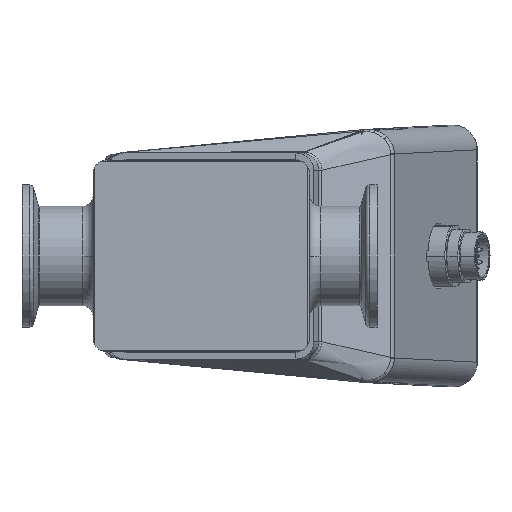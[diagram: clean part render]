
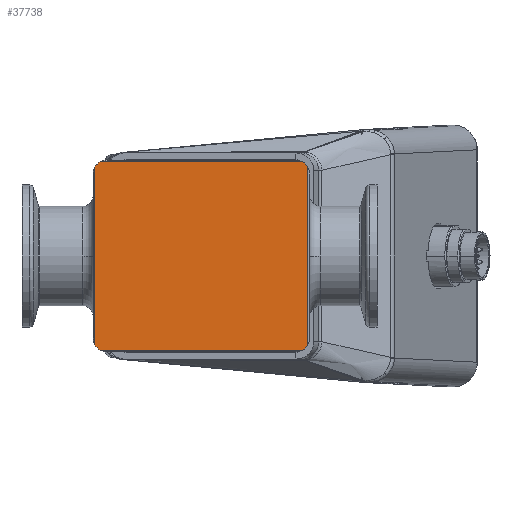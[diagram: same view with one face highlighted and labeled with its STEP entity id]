
A CAD part, front view. The second image highlights one B-rep face of the part: STEP entity #37738.
In plain terms, the highlighted planar face has unit normal (0, -1, 0).
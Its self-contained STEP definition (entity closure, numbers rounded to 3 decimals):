
#1938 = LINE ( 'NONE', #85383, #58903 ) ;
#3533 = ORIENTED_EDGE ( 'NONE', *, *, #12550, .T. ) ;
#4477 = VERTEX_POINT ( 'NONE', #73110 ) ;
#5289 = CARTESIAN_POINT ( 'NONE',  ( 31., -20., -26.5 ) ) ;
#6200 = ORIENTED_EDGE ( 'NONE', *, *, #6611, .T. ) ;
#6611 = EDGE_CURVE ( 'NONE', #42491, #4477, #1938, .T. ) ;
#6748 = CARTESIAN_POINT ( 'NONE',  ( 30.5, -20., -24.936 ) ) ;
#9616 = DIRECTION ( 'NONE',  ( -1., 0., 0. ) ) ;
#10468 = PLANE ( 'NONE',  #79197 ) ;
#10687 = CARTESIAN_POINT ( 'NONE',  ( 28.936, -20., 26.5 ) ) ;
#11010 = DIRECTION ( 'NONE',  ( 0., -1., 0. ) ) ;
#12550 = EDGE_CURVE ( 'NONE', #54922, #42491, #23477, .T. ) ;
#13027 = LINE ( 'NONE', #5289, #26858 ) ;
#13288 = DIRECTION ( 'NONE',  ( -1., 0., 0. ) ) ;
#14684 = EDGE_LOOP ( 'NONE', ( #52049, #63154, #55124, #3533, #6200, #57148, #51444, #35394 ) ) ;
#17164 = CIRCLE ( 'NONE', #36462, 4. ) ;
#20852 = DIRECTION ( 'NONE',  ( 0., -1., 0. ) ) ;
#22094 = DIRECTION ( 'NONE',  ( -1., 0., 0. ) ) ;
#22370 = CARTESIAN_POINT ( 'NONE',  ( -29.5, -20., -24.936 ) ) ;
#22993 = VERTEX_POINT ( 'NONE', #79210 ) ;
#23477 = CIRCLE ( 'NONE', #78587, 4. ) ;
#23520 = CARTESIAN_POINT ( 'NONE',  ( -26., -20., 23. ) ) ;
#24141 = CARTESIAN_POINT ( 'NONE',  ( 27., -20., 23. ) ) ;
#24859 = DIRECTION ( 'NONE',  ( 0., -1., 0. ) ) ;
#26858 = VECTOR ( 'NONE', #39346, 1000. ) ;
#26954 = EDGE_CURVE ( 'NONE', #55765, #54922, #83207, .T. ) ;
#30236 = AXIS2_PLACEMENT_3D ( 'NONE', #23520, #11010, #36065 ) ;
#31391 = DIRECTION ( 'NONE',  ( 0., 0., 1. ) ) ;
#33053 = CARTESIAN_POINT ( 'NONE',  ( -26., -20., -23. ) ) ;
#33648 = VECTOR ( 'NONE', #43826, 1000. ) ;
#33758 = EDGE_CURVE ( 'NONE', #80384, #49443, #68893, .T. ) ;
#35394 = ORIENTED_EDGE ( 'NONE', *, *, #36075, .T. ) ;
#36065 = DIRECTION ( 'NONE',  ( -1., 0., 0. ) ) ;
#36075 = EDGE_CURVE ( 'NONE', #49443, #22993, #57005, .T. ) ;
#36462 = AXIS2_PLACEMENT_3D ( 'NONE', #53621, #20852, #65338 ) ;
#36549 = CARTESIAN_POINT ( 'NONE',  ( -29.5, -20., 27. ) ) ;
#36793 = DIRECTION ( 'NONE',  ( 0., 1., 0. ) ) ;
#37738 = ADVANCED_FACE ( 'NONE', ( #69574 ), #10468, .F. ) ;
#37848 = EDGE_CURVE ( 'NONE', #22993, #80696, #13027, .T. ) ;
#39346 = DIRECTION ( 'NONE',  ( 1., 0., 0. ) ) ;
#40574 = VECTOR ( 'NONE', #31391, 1000. ) ;
#42491 = VERTEX_POINT ( 'NONE', #10687 ) ;
#42789 = CARTESIAN_POINT ( 'NONE',  ( 31., -20., 27. ) ) ;
#43826 = DIRECTION ( 'NONE',  ( 0., 0., -1. ) ) ;
#47300 = AXIS2_PLACEMENT_3D ( 'NONE', #33053, #24859, #84867 ) ;
#47943 = CARTESIAN_POINT ( 'NONE',  ( 30.5, -20., 24.936 ) ) ;
#47963 = DIRECTION ( 'NONE',  ( 0., -1., 0. ) ) ;
#49443 = VERTEX_POINT ( 'NONE', #22370 ) ;
#51444 = ORIENTED_EDGE ( 'NONE', *, *, #33758, .T. ) ;
#52049 = ORIENTED_EDGE ( 'NONE', *, *, #37848, .T. ) ;
#52920 = EDGE_CURVE ( 'NONE', #4477, #80384, #82608, .T. ) ;
#53621 = CARTESIAN_POINT ( 'NONE',  ( 27., -20., -23. ) ) ;
#54922 = VERTEX_POINT ( 'NONE', #47943 ) ;
#55124 = ORIENTED_EDGE ( 'NONE', *, *, #26954, .T. ) ;
#55765 = VERTEX_POINT ( 'NONE', #6748 ) ;
#57005 = CIRCLE ( 'NONE', #47300, 4. ) ;
#57148 = ORIENTED_EDGE ( 'NONE', *, *, #52920, .T. ) ;
#58229 = CARTESIAN_POINT ( 'NONE',  ( 28.936, -20., -26.5 ) ) ;
#58903 = VECTOR ( 'NONE', #13288, 1000. ) ;
#63154 = ORIENTED_EDGE ( 'NONE', *, *, #74116, .T. ) ;
#64163 = CARTESIAN_POINT ( 'NONE',  ( 30.5, -20., 27. ) ) ;
#65338 = DIRECTION ( 'NONE',  ( -1., 0., 0. ) ) ;
#68893 = LINE ( 'NONE', #36549, #33648 ) ;
#69574 = FACE_OUTER_BOUND ( 'NONE', #14684, .T. ) ;
#73110 = CARTESIAN_POINT ( 'NONE',  ( -27.936, -20., 26.5 ) ) ;
#74116 = EDGE_CURVE ( 'NONE', #80696, #55765, #17164, .T. ) ;
#78587 = AXIS2_PLACEMENT_3D ( 'NONE', #24141, #47963, #22094 ) ;
#79197 = AXIS2_PLACEMENT_3D ( 'NONE', #42789, #36793, #9616 ) ;
#79210 = CARTESIAN_POINT ( 'NONE',  ( -27.936, -20., -26.5 ) ) ;
#80384 = VERTEX_POINT ( 'NONE', #80786 ) ;
#80696 = VERTEX_POINT ( 'NONE', #58229 ) ;
#80786 = CARTESIAN_POINT ( 'NONE',  ( -29.5, -20., 24.936 ) ) ;
#82608 = CIRCLE ( 'NONE', #30236, 4. ) ;
#83207 = LINE ( 'NONE', #64163, #40574 ) ;
#84867 = DIRECTION ( 'NONE',  ( -1., 0., 0. ) ) ;
#85383 = CARTESIAN_POINT ( 'NONE',  ( 31., -20., 26.5 ) ) ;
